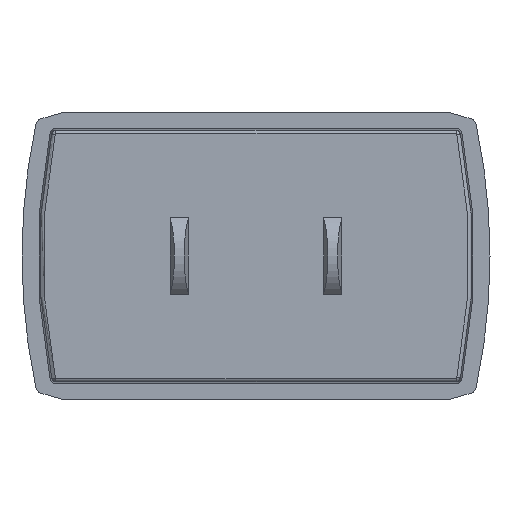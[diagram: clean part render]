
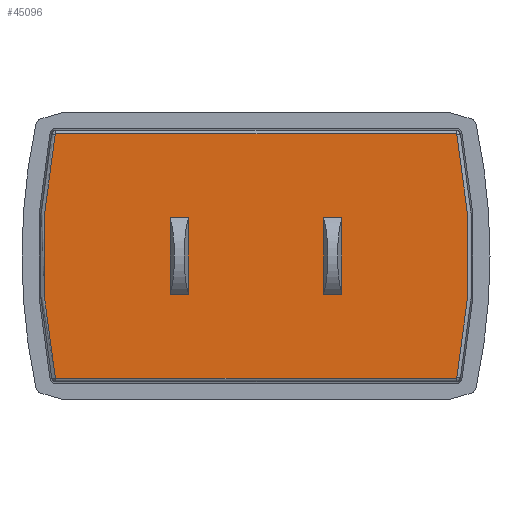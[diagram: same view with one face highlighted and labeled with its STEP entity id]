
A CAD part, left-side view. The second image highlights one B-rep face of the part: STEP entity #45096.
In plain terms, the highlighted planar face has unit normal (-1, 0, 0).
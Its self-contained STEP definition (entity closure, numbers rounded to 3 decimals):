
#40280=CARTESIAN_POINT('',(-5.5,32.935,
5.05));
#40281=DIRECTION('',(1.,0.,0.));
#40282=DIRECTION('',(0.,-0.98,0.199));
#40283=AXIS2_PLACEMENT_3D('',#40280,#40281,#40282);
#40285=CARTESIAN_POINT('',(-5.5,-16.561,
-4.997));
#40286=DIRECTION('',(1.,0.,0.));
#40287=DIRECTION('',(0.,-0.98,-0.199));
#40288=AXIS2_PLACEMENT_3D('',#40285,#40286,#40287);
#40290=CARTESIAN_POINT('',(-5.5,16.56,-5.061));
#40291=CARTESIAN_POINT('',(-5.5,16.567,-5.061));
#40292=CARTESIAN_POINT('',(-5.5,16.581,
-5.059));
#40293=CARTESIAN_POINT('',(-5.5,16.601,
-5.048));
#40294=CARTESIAN_POINT('',(-5.5,16.611,
-5.037));
#40295=CARTESIAN_POINT('',(-5.5,16.615,
-5.03));
#40297=CARTESIAN_POINT('',(-5.501,-32.952,
5.06));
#40298=DIRECTION('',(1.,0.,0.));
#40299=DIRECTION('',(0.,0.98,-0.199));
#40300=AXIS2_PLACEMENT_3D('',#40297,#40298,#40299);
#40302=CARTESIAN_POINT('',(-5.5,16.561,
15.097));
#40303=DIRECTION('',(1.,0.,0.));
#40304=DIRECTION('',(0.,0.98,0.199));
#40305=AXIS2_PLACEMENT_3D('',#40302,#40303,#40304);
#40307=CARTESIAN_POINT('',(-5.5,-16.561,
15.097));
#40308=DIRECTION('',(1.,0.,0.));
#40309=DIRECTION('',(0.,0.,1.));
#40310=AXIS2_PLACEMENT_3D('',#40307,#40308,#40309);
#40332=DIRECTION('',(0.,1.,0.));
#40333=VECTOR('',#40332,33.122);
#40334=CARTESIAN_POINT('',(-5.5,-16.561,15.161));
#40335=LINE('',#40334,#40333);
#40379=DIRECTION('',(0.,-1.,0.));
#40380=VECTOR('',#40379,33.121);
#40381=CARTESIAN_POINT('',(-5.5,16.56,-5.061));
#40382=LINE('',#40381,#40380);
#40391=DIRECTION('',(0.,-1.,0.));
#40392=VECTOR('',#40391,1.5);
#40393=CARTESIAN_POINT('',(-5.5,-5.6,8.2));
#40394=LINE('',#40393,#40392);
#40403=DIRECTION('',(0.,0.,-1.));
#40404=VECTOR('',#40403,6.3);
#40405=CARTESIAN_POINT('',(-5.5,-7.1,8.2));
#40406=LINE('',#40405,#40404);
#40407=DIRECTION('',(0.,1.,0.));
#40408=VECTOR('',#40407,1.5);
#40409=CARTESIAN_POINT('',(-5.5,-7.1,1.9));
#40410=LINE('',#40409,#40408);
#40415=DIRECTION('',(0.,0.,1.));
#40416=VECTOR('',#40415,6.3);
#40417=CARTESIAN_POINT('',(-5.5,-5.6,1.9));
#40418=LINE('',#40417,#40416);
#41508=DIRECTION('',(0.,0.,1.));
#41509=VECTOR('',#41508,6.3);
#41510=CARTESIAN_POINT('',(-5.5,7.1,1.9));
#41511=LINE('',#41510,#41509);
#41520=DIRECTION('',(0.,-1.,0.));
#41521=VECTOR('',#41520,1.5);
#41522=CARTESIAN_POINT('',(-5.5,7.1,8.2));
#41523=LINE('',#41522,#41521);
#41532=DIRECTION('',(0.,0.,-1.));
#41533=VECTOR('',#41532,6.3);
#41534=CARTESIAN_POINT('',(-5.5,5.6,8.2));
#41535=LINE('',#41534,#41533);
#41540=DIRECTION('',(0.,1.,0.));
#41541=VECTOR('',#41540,1.5);
#41542=CARTESIAN_POINT('',(-5.5,5.6,1.9));
#41543=LINE('',#41542,#41541);
#43757=CARTESIAN_POINT('',(-5.5,-16.623,
-5.01));
#43758=CARTESIAN_POINT('',(-5.5,-16.561,
-5.061));
#43759=VERTEX_POINT('',#43757);
#43760=VERTEX_POINT('',#43758);
#43761=CARTESIAN_POINT('',(-5.5,-16.623,
15.11));
#43762=VERTEX_POINT('',#43761);
#43763=CARTESIAN_POINT('',(-5.5,16.56,-5.061));
#43764=VERTEX_POINT('',#43763);
#43765=VERTEX_POINT('',#40295);
#43766=CARTESIAN_POINT('',(-5.5,16.623,
15.11));
#43767=VERTEX_POINT('',#43766);
#43768=CARTESIAN_POINT('',(-5.5,16.561,15.161));
#43769=VERTEX_POINT('',#43768);
#43770=CARTESIAN_POINT('',(-5.5,-16.561,15.161));
#43771=VERTEX_POINT('',#43770);
#43772=CARTESIAN_POINT('',(-5.5,-5.6,8.2));
#43773=CARTESIAN_POINT('',(-5.5,-7.1,8.2));
#43774=VERTEX_POINT('',#43772);
#43775=VERTEX_POINT('',#43773);
#43776=CARTESIAN_POINT('',(-5.5,-5.6,1.9));
#43777=VERTEX_POINT('',#43776);
#43778=CARTESIAN_POINT('',(-5.5,-7.1,1.9));
#43779=VERTEX_POINT('',#43778);
#43780=CARTESIAN_POINT('',(-5.5,7.1,1.9));
#43781=CARTESIAN_POINT('',(-5.5,7.1,8.2));
#43782=VERTEX_POINT('',#43780);
#43783=VERTEX_POINT('',#43781);
#43784=CARTESIAN_POINT('',(-5.5,5.6,1.9));
#43785=VERTEX_POINT('',#43784);
#43786=CARTESIAN_POINT('',(-5.5,5.6,8.2));
#43787=VERTEX_POINT('',#43786);
#45054=CARTESIAN_POINT('',(-5.5,0.,-9.186));
#45055=DIRECTION('',(-1.,0.,0.));
#45056=DIRECTION('',(0.,0.,1.));
#45057=AXIS2_PLACEMENT_3D('',#45054,#45055,#45056);
#45058=PLANE('',#45057);
#45060=ORIENTED_EDGE('',*,*,#45059,.T.);
#45061=ORIENTED_EDGE('',*,*,#45044,.T.);
#45063=ORIENTED_EDGE('',*,*,#45062,.F.);
#45065=ORIENTED_EDGE('',*,*,#45064,.T.);
#45067=ORIENTED_EDGE('',*,*,#45066,.T.);
#45069=ORIENTED_EDGE('',*,*,#45068,.T.);
#45071=ORIENTED_EDGE('',*,*,#45070,.F.);
#45073=ORIENTED_EDGE('',*,*,#45072,.T.);
#45074=EDGE_LOOP('',(#45060,#45061,#45063,#45065,#45067,#45069,#45071,#45073));
#45075=FACE_OUTER_BOUND('',#45074,.F.);
#45077=ORIENTED_EDGE('',*,*,#45076,.F.);
#45079=ORIENTED_EDGE('',*,*,#45078,.F.);
#45081=ORIENTED_EDGE('',*,*,#45080,.F.);
#45083=ORIENTED_EDGE('',*,*,#45082,.F.);
#45084=EDGE_LOOP('',(#45077,#45079,#45081,#45083));
#45085=FACE_BOUND('',#45084,.F.);
#45087=ORIENTED_EDGE('',*,*,#45086,.F.);
#45089=ORIENTED_EDGE('',*,*,#45088,.F.);
#45091=ORIENTED_EDGE('',*,*,#45090,.F.);
#45093=ORIENTED_EDGE('',*,*,#45092,.F.);
#45094=EDGE_LOOP('',(#45087,#45089,#45091,#45093));
#45095=FACE_BOUND('',#45094,.F.);
#45096=ADVANCED_FACE('',(#45075,#45085,#45095),#45058,.T.);
#40284=CIRCLE('',#40283,50.569);
#40289=CIRCLE('',#40288,0.064);
#40296=B_SPLINE_CURVE_WITH_KNOTS('',3,(#40290,#40291,#40292,#40293,#40294,
#40295),.UNSPECIFIED.,.F.,.F.,(4,1,1,4),(0.,0.333,
0.667,1.),.UNSPECIFIED.);
#40301=CIRCLE('',#40300,50.584);
#40306=CIRCLE('',#40305,0.064);
#40311=CIRCLE('',#40310,0.064);
#45044=EDGE_CURVE('',#43759,#43760,#40289,.T.);
#45059=EDGE_CURVE('',#43762,#43759,#40284,.T.);
#45062=EDGE_CURVE('',#43764,#43760,#40382,.T.);
#45064=EDGE_CURVE('',#43764,#43765,#40296,.T.);
#45066=EDGE_CURVE('',#43765,#43767,#40301,.T.);
#45068=EDGE_CURVE('',#43767,#43769,#40306,.T.);
#45070=EDGE_CURVE('',#43771,#43769,#40335,.T.);
#45072=EDGE_CURVE('',#43771,#43762,#40311,.T.);
#45076=EDGE_CURVE('',#43774,#43775,#40394,.T.);
#45078=EDGE_CURVE('',#43777,#43774,#40418,.T.);
#45080=EDGE_CURVE('',#43779,#43777,#40410,.T.);
#45082=EDGE_CURVE('',#43775,#43779,#40406,.T.);
#45086=EDGE_CURVE('',#43782,#43783,#41511,.T.);
#45088=EDGE_CURVE('',#43785,#43782,#41543,.T.);
#45090=EDGE_CURVE('',#43787,#43785,#41535,.T.);
#45092=EDGE_CURVE('',#43783,#43787,#41523,.T.);
